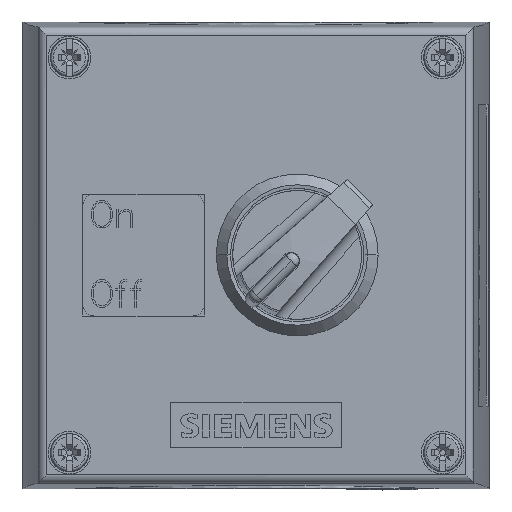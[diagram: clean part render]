
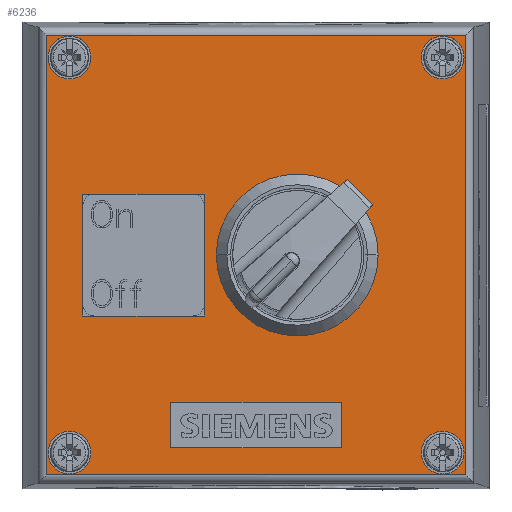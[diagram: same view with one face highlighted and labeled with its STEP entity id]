
A CAD part, top view. The second image highlights one B-rep face of the part: STEP entity #6236.
In plain terms, the highlighted planar face has unit normal (0, 0, 1).
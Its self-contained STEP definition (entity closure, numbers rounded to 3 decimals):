
#6236=ADVANCED_FACE('',(#13608,#13609,#13610,#13611,#13612,#13613,#13614,#13615),#13616,.T.);
#13608=FACE_OUTER_BOUND('',#22379,.T.);
#13609=FACE_BOUND('',#22380,.T.);
#13610=FACE_BOUND('',#22381,.T.);
#13611=FACE_BOUND('',#22382,.T.);
#13612=FACE_BOUND('',#22383,.T.);
#13613=FACE_BOUND('',#22384,.T.);
#13614=FACE_BOUND('',#22385,.T.);
#13615=FACE_BOUND('',#22386,.T.);
#13616=PLANE('',#22387);
#22379=EDGE_LOOP('',(#45807,#45808,#45809,#45810));
#22380=EDGE_LOOP('',(#45811,#45812));
#22381=EDGE_LOOP('',(#45813,#45814));
#22382=EDGE_LOOP('',(#45815,#45816));
#22383=EDGE_LOOP('',(#45817,#45818));
#22384=EDGE_LOOP('',(#45819,#45820,#45821,#45822));
#22385=EDGE_LOOP('',(#45823,#45824,#45825,#45826));
#22386=EDGE_LOOP('',(#45827,#45828));
#22387=AXIS2_PLACEMENT_3D('',#45829,#45830,#45831);
#45807=ORIENTED_EDGE('',*,*,#51876,.T.);
#45808=ORIENTED_EDGE('',*,*,#51872,.F.);
#45809=ORIENTED_EDGE('',*,*,#51879,.F.);
#45810=ORIENTED_EDGE('',*,*,#51880,.F.);
#45811=ORIENTED_EDGE('',*,*,#47618,.T.);
#45812=ORIENTED_EDGE('',*,*,#51430,.T.);
#45813=ORIENTED_EDGE('',*,*,#47613,.T.);
#45814=ORIENTED_EDGE('',*,*,#51434,.T.);
#45815=ORIENTED_EDGE('',*,*,#47608,.T.);
#45816=ORIENTED_EDGE('',*,*,#51438,.T.);
#45817=ORIENTED_EDGE('',*,*,#47603,.T.);
#45818=ORIENTED_EDGE('',*,*,#51442,.T.);
#45819=ORIENTED_EDGE('',*,*,#51823,.T.);
#45820=ORIENTED_EDGE('',*,*,#51832,.T.);
#45821=ORIENTED_EDGE('',*,*,#51829,.T.);
#45822=ORIENTED_EDGE('',*,*,#51826,.T.);
#45823=ORIENTED_EDGE('',*,*,#51858,.T.);
#45824=ORIENTED_EDGE('',*,*,#51866,.T.);
#45825=ORIENTED_EDGE('',*,*,#51864,.T.);
#45826=ORIENTED_EDGE('',*,*,#51861,.T.);
#45827=ORIENTED_EDGE('',*,*,#47598,.T.);
#45828=ORIENTED_EDGE('',*,*,#51868,.T.);
#45829=CARTESIAN_POINT('',(42.537,85.2,64.0));
#45830=DIRECTION('',(0.0,0.0,1.0));
#45831=DIRECTION('',(1.0,0.0,0.0));
#47598=EDGE_CURVE('',#52639,#52643,#52645,.T.);
#47603=EDGE_CURVE('',#52648,#52652,#52654,.T.);
#47608=EDGE_CURVE('',#52657,#52661,#52663,.T.);
#47613=EDGE_CURVE('',#52666,#52670,#52672,.T.);
#47618=EDGE_CURVE('',#52675,#52679,#52681,.T.);
#51430=EDGE_CURVE('',#52679,#52675,#58162,.T.);
#51434=EDGE_CURVE('',#52670,#52666,#58166,.T.);
#51438=EDGE_CURVE('',#52661,#52657,#58170,.T.);
#51442=EDGE_CURVE('',#52652,#52648,#58174,.T.);
#51823=EDGE_CURVE('',#58742,#58740,#58743,.T.);
#51826=EDGE_CURVE('',#58746,#58742,#58747,.T.);
#51829=EDGE_CURVE('',#58750,#58746,#58751,.T.);
#51832=EDGE_CURVE('',#58740,#58750,#58754,.T.);
#51858=EDGE_CURVE('',#58790,#58792,#58794,.T.);
#51861=EDGE_CURVE('',#58796,#58790,#58798,.T.);
#51864=EDGE_CURVE('',#58800,#58796,#58802,.T.);
#51866=EDGE_CURVE('',#58792,#58800,#58804,.T.);
#51868=EDGE_CURVE('',#52643,#52639,#58806,.T.);
#51872=EDGE_CURVE('',#58810,#58812,#58813,.T.);
#51876=EDGE_CURVE('',#58817,#58812,#58818,.T.);
#51879=EDGE_CURVE('',#58821,#58810,#58822,.T.);
#51880=EDGE_CURVE('',#58817,#58821,#58823,.T.);
#52639=VERTEX_POINT('',#60309);
#52643=VERTEX_POINT('',#60347);
#52645=CIRCLE('',#60350,11.25);
#52648=VERTEX_POINT('',#60353);
#52652=VERTEX_POINT('',#60358);
#52654=CIRCLE('',#60361,3.9);
#52657=VERTEX_POINT('',#60364);
#52661=VERTEX_POINT('',#60369);
#52663=CIRCLE('',#60372,3.9);
#52666=VERTEX_POINT('',#60375);
#52670=VERTEX_POINT('',#60380);
#52672=CIRCLE('',#60383,3.9);
#52675=VERTEX_POINT('',#60386);
#52679=VERTEX_POINT('',#60391);
#52681=CIRCLE('',#60394,3.9);
#58162=CIRCLE('',#68952,3.9);
#58166=CIRCLE('',#68956,3.9);
#58170=CIRCLE('',#68960,3.9);
#58174=CIRCLE('',#68964,3.9);
#58740=VERTEX_POINT('',#69739);
#58742=VERTEX_POINT('',#69742);
#58743=LINE('',#69743,#69744);
#58746=VERTEX_POINT('',#69748);
#58747=LINE('',#69749,#69750);
#58750=VERTEX_POINT('',#69754);
#58751=LINE('',#69755,#69756);
#58754=LINE('',#69760,#69761);
#58790=VERTEX_POINT('',#69811);
#58792=VERTEX_POINT('',#69814);
#58794=LINE('',#69817,#69818);
#58796=VERTEX_POINT('',#69820);
#58798=LINE('',#69823,#69824);
#58800=VERTEX_POINT('',#69826);
#58802=LINE('',#69829,#69830);
#58804=LINE('',#69832,#69833);
#58806=CIRCLE('',#69835,11.25);
#58810=VERTEX_POINT('',#69842);
#58812=VERTEX_POINT('',#69844);
#58813=LINE('',#69845,#69846);
#58817=VERTEX_POINT('',#69850);
#58818=LINE('',#69851,#69852);
#58821=VERTEX_POINT('',#69855);
#58822=LINE('',#69856,#69857);
#58823=LINE('',#69858,#69859);
#60309=CARTESIAN_POINT('',(61.288,42.7,64.0));
#60347=CARTESIAN_POINT('',(38.788,42.7,64.0));
#60350=AXIS2_PLACEMENT_3D('',#70539,#70540,#70541);
#60353=CARTESIAN_POINT('',(12.438,6.7,64.0));
#60358=CARTESIAN_POINT('',(4.638,6.7,64.0));
#60361=AXIS2_PLACEMENT_3D('',#70547,#70548,#70549);
#60364=CARTESIAN_POINT('',(12.438,78.7,64.0));
#60369=CARTESIAN_POINT('',(4.638,78.7,64.0));
#60372=AXIS2_PLACEMENT_3D('',#70555,#70556,#70557);
#60375=CARTESIAN_POINT('',(80.438,6.7,64.0));
#60380=CARTESIAN_POINT('',(72.638,6.7,64.0));
#60383=AXIS2_PLACEMENT_3D('',#70563,#70564,#70565);
#60386=CARTESIAN_POINT('',(80.438,78.7,64.0));
#60391=CARTESIAN_POINT('',(72.638,78.7,64.0));
#60394=AXIS2_PLACEMENT_3D('',#70571,#70572,#70573);
#68952=AXIS2_PLACEMENT_3D('',#73521,#73522,#73523);
#68956=AXIS2_PLACEMENT_3D('',#73527,#73528,#73529);
#68960=AXIS2_PLACEMENT_3D('',#73533,#73534,#73535);
#68964=AXIS2_PLACEMENT_3D('',#73539,#73540,#73541);
#69739=CARTESIAN_POINT('',(58.088,7.55,64.0));
#69742=CARTESIAN_POINT('',(58.088,15.85,64.0));
#69743=CARTESIAN_POINT('',(58.088,48.45,64.0));
#69744=VECTOR('',#73959,1.0);
#69748=CARTESIAN_POINT('',(26.988,15.85,64.0));
#69749=CARTESIAN_POINT('',(42.537,15.85,64.0));
#69750=VECTOR('',#73961,1.0);
#69754=CARTESIAN_POINT('',(26.988,7.55,64.0));
#69755=CARTESIAN_POINT('',(26.988,48.45,64.0));
#69756=VECTOR('',#73963,1.0);
#69760=CARTESIAN_POINT('',(42.537,7.55,64.0));
#69761=VECTOR('',#73965,1.0);
#69811=CARTESIAN_POINT('',(10.938,53.8,64.0));
#69814=CARTESIAN_POINT('',(33.138,53.8,64.0));
#69817=CARTESIAN_POINT('',(32.287,53.8,64.0));
#69818=VECTOR('',#73988,1.0);
#69820=CARTESIAN_POINT('',(10.938,31.6,64.0));
#69823=CARTESIAN_POINT('',(10.938,63.95,64.0));
#69824=VECTOR('',#73990,1.0);
#69826=CARTESIAN_POINT('',(33.138,31.6,64.0));
#69829=CARTESIAN_POINT('',(32.287,31.6,64.0));
#69830=VECTOR('',#73992,1.0);
#69832=CARTESIAN_POINT('',(33.138,63.95,64.0));
#69833=VECTOR('',#73993,1.0);
#69835=AXIS2_PLACEMENT_3D('',#73994,#73995,#73996);
#69842=CARTESIAN_POINT('',(80.714,2.656,64.0));
#69844=CARTESIAN_POINT('',(4.361,2.656,64.0));
#69845=CARTESIAN_POINT('',(42.537,2.656,64.0));
#69846=VECTOR('',#74000,1.0);
#69850=CARTESIAN_POINT('',(4.361,82.744,64.0));
#69851=CARTESIAN_POINT('',(4.361,85.2,64.0));
#69852=VECTOR('',#74004,1.0);
#69855=CARTESIAN_POINT('',(80.714,82.744,64.0));
#69856=CARTESIAN_POINT('',(80.714,85.2,64.0));
#69857=VECTOR('',#74008,1.0);
#69858=CARTESIAN_POINT('',(42.537,82.744,64.0));
#69859=VECTOR('',#74009,1.0);
#70539=CARTESIAN_POINT('',(50.038,42.7,64.0));
#70540=DIRECTION('',(0.0,0.0,-1.0));
#70541=DIRECTION('',(1.0,0.0,0.0));
#70547=CARTESIAN_POINT('',(8.538,6.7,64.0));
#70548=DIRECTION('',(0.0,0.0,-1.0));
#70549=DIRECTION('',(1.0,0.0,0.0));
#70555=CARTESIAN_POINT('',(8.538,78.7,64.0));
#70556=DIRECTION('',(0.0,0.0,-1.0));
#70557=DIRECTION('',(1.0,0.0,0.0));
#70563=CARTESIAN_POINT('',(76.538,6.7,64.0));
#70564=DIRECTION('',(0.0,0.0,-1.0));
#70565=DIRECTION('',(1.0,0.0,0.0));
#70571=CARTESIAN_POINT('',(76.538,78.7,64.0));
#70572=DIRECTION('',(0.0,0.0,-1.0));
#70573=DIRECTION('',(1.0,0.0,0.0));
#73521=CARTESIAN_POINT('',(76.538,78.7,64.0));
#73522=DIRECTION('',(0.0,0.0,-1.0));
#73523=DIRECTION('',(1.0,0.0,0.0));
#73527=CARTESIAN_POINT('',(76.538,6.7,64.0));
#73528=DIRECTION('',(0.0,0.0,-1.0));
#73529=DIRECTION('',(1.0,0.0,0.0));
#73533=CARTESIAN_POINT('',(8.538,78.7,64.0));
#73534=DIRECTION('',(0.0,0.0,-1.0));
#73535=DIRECTION('',(1.0,0.0,0.0));
#73539=CARTESIAN_POINT('',(8.538,6.7,64.0));
#73540=DIRECTION('',(0.0,0.0,-1.0));
#73541=DIRECTION('',(1.0,0.0,0.0));
#73959=DIRECTION('',(0.0,-1.0,0.0));
#73961=DIRECTION('',(1.0,0.0,0.0));
#73963=DIRECTION('',(0.0,1.0,0.0));
#73965=DIRECTION('',(-1.0,0.0,0.0));
#73988=DIRECTION('',(1.0,0.0,0.0));
#73990=DIRECTION('',(0.0,1.0,0.0));
#73992=DIRECTION('',(-1.0,0.0,0.0));
#73993=DIRECTION('',(0.0,-1.0,0.0));
#73994=CARTESIAN_POINT('',(50.038,42.7,64.0));
#73995=DIRECTION('',(0.0,0.0,-1.0));
#73996=DIRECTION('',(1.0,0.0,0.0));
#74000=DIRECTION('',(-1.0,0.0,0.0));
#74004=DIRECTION('',(0.0,-1.0,0.0));
#74008=DIRECTION('',(0.0,-1.0,0.0));
#74009=DIRECTION('',(1.0,0.0,0.0));
